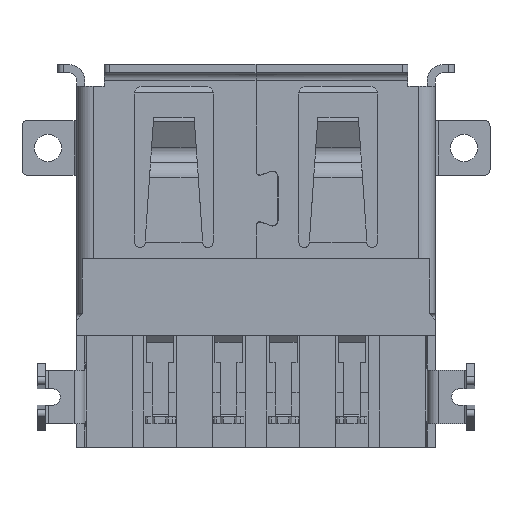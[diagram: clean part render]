
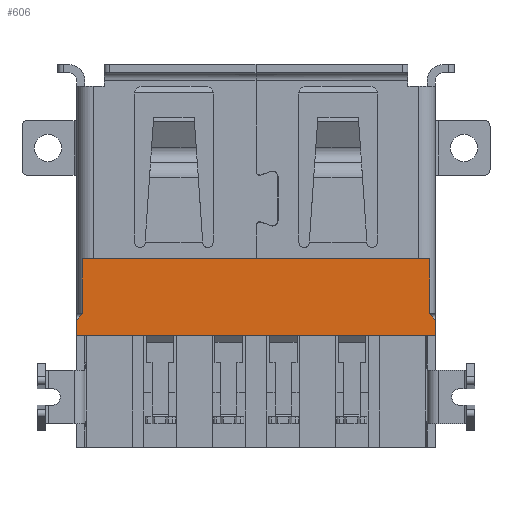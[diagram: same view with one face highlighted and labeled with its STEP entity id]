
A CAD part, front view. The second image highlights one B-rep face of the part: STEP entity #606.
In plain terms, the highlighted planar face has unit normal (0, -1, 0).
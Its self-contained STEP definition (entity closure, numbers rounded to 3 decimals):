
#606=ADVANCED_FACE('',(#1782),#1783,.T.);
#1782=FACE_OUTER_BOUND('',#3020,.T.);
#1783=PLANE('',#3021);
#3020=EDGE_LOOP('',(#8002,#8003,#8004,#8005,#8006,#8007,#8008,#8009));
#3021=AXIS2_PLACEMENT_3D('',#8010,#8011,#8012);
#8002=ORIENTED_EDGE('',*,*,#8930,.T.);
#8003=ORIENTED_EDGE('',*,*,#10235,.T.);
#8004=ORIENTED_EDGE('',*,*,#10233,.T.);
#8005=ORIENTED_EDGE('',*,*,#10236,.T.);
#8006=ORIENTED_EDGE('',*,*,#10237,.T.);
#8007=ORIENTED_EDGE('',*,*,#10238,.T.);
#8008=ORIENTED_EDGE('',*,*,#8689,.T.);
#8009=ORIENTED_EDGE('',*,*,#8993,.T.);
#8010=CARTESIAN_POINT('',(0.0,-3.63,0.0));
#8011=DIRECTION('',(0.0,-1.0,0.0));
#8012=DIRECTION('',(0.0,0.0,-1.0));
#8689=EDGE_CURVE('',#10646,#10644,#10647,.T.);
#8930=EDGE_CURVE('',#11057,#11055,#11058,.T.);
#8993=EDGE_CURVE('',#10644,#11057,#11160,.T.);
#10233=EDGE_CURVE('',#13178,#13176,#13179,.T.);
#10235=EDGE_CURVE('',#11055,#13178,#13181,.T.);
#10236=EDGE_CURVE('',#13176,#13182,#13183,.T.);
#10237=EDGE_CURVE('',#13182,#13184,#13185,.T.);
#10238=EDGE_CURVE('',#13184,#10646,#13186,.T.);
#10644=VERTEX_POINT('',#13687);
#10646=VERTEX_POINT('',#13690);
#10647=LINE('',#13691,#13692);
#11055=VERTEX_POINT('',#14300);
#11057=VERTEX_POINT('',#14303);
#11058=LINE('',#14304,#14305);
#11160=LINE('',#14469,#14470);
#13176=VERTEX_POINT('',#17772);
#13178=VERTEX_POINT('',#17775);
#13179=LINE('',#17776,#17777);
#13181=LINE('',#17780,#17781);
#13182=VERTEX_POINT('',#17782);
#13183=LINE('',#17783,#17784);
#13184=VERTEX_POINT('',#17785);
#13185=LINE('',#17786,#17787);
#13186=LINE('',#17788,#17789);
#13687=CARTESIAN_POINT('',(-6.55,-3.63,-2.5));
#13690=CARTESIAN_POINT('',(-6.55,-3.63,-1.95));
#13691=CARTESIAN_POINT('',(-6.55,-3.63,-1.95));
#13692=VECTOR('',#18321,0.55);
#14300=CARTESIAN_POINT('',(6.55,-3.63,-1.95));
#14303=CARTESIAN_POINT('',(6.55,-3.63,-2.5));
#14304=CARTESIAN_POINT('',(6.55,-3.63,-2.5));
#14305=VECTOR('',#18664,0.55);
#14469=CARTESIAN_POINT('',(-6.55,-3.63,-2.5));
#14470=VECTOR('',#18727,13.1);
#17772=CARTESIAN_POINT('',(6.35,-3.63,0.3));
#17775=CARTESIAN_POINT('',(6.35,-3.63,-1.7));
#17776=CARTESIAN_POINT('',(6.35,-3.63,-1.7));
#17777=VECTOR('',#20229,2.0);
#17780=CARTESIAN_POINT('',(6.55,-3.63,-1.95));
#17781=VECTOR('',#20231,0.32);
#17782=CARTESIAN_POINT('',(-6.35,-3.63,0.3));
#17783=CARTESIAN_POINT('',(6.35,-3.63,0.3));
#17784=VECTOR('',#20232,12.7);
#17785=CARTESIAN_POINT('',(-6.35,-3.63,-1.7));
#17786=CARTESIAN_POINT('',(-6.35,-3.63,0.3));
#17787=VECTOR('',#20233,2.0);
#17788=CARTESIAN_POINT('',(-6.35,-3.63,-1.7));
#17789=VECTOR('',#20234,0.32);
#18321=DIRECTION('',(0.0,0.0,-1.0));
#18664=DIRECTION('',(0.0,0.0,1.0));
#18727=DIRECTION('',(1.0,0.0,0.0));
#20229=DIRECTION('',(0.0,0.0,1.0));
#20231=DIRECTION('',(-0.625,0.0,0.781));
#20232=DIRECTION('',(-1.0,0.0,0.0));
#20233=DIRECTION('',(0.0,0.0,-1.0));
#20234=DIRECTION('',(-0.625,0.0,-0.781));
